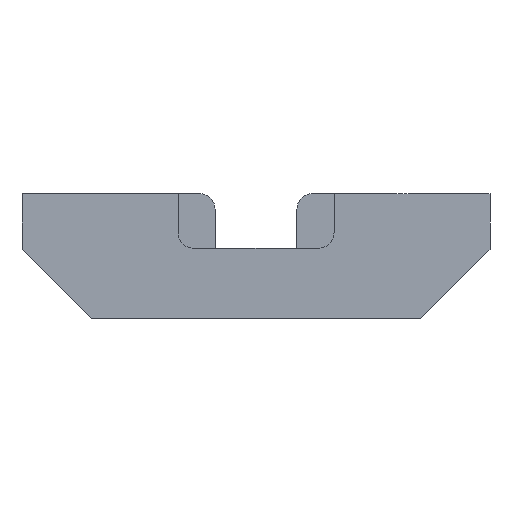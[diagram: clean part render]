
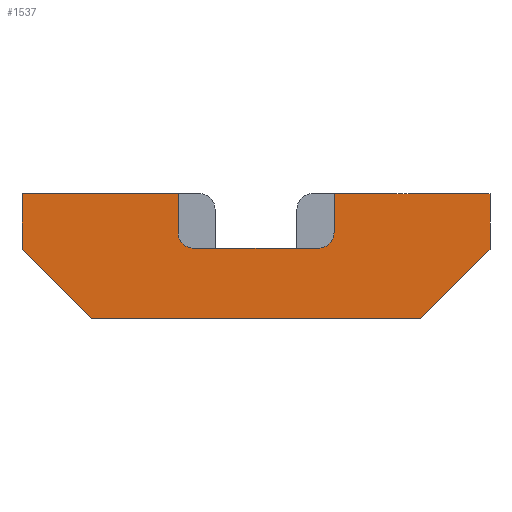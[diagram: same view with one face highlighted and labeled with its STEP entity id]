
A CAD part, front view. The second image highlights one B-rep face of the part: STEP entity #1537.
In plain terms, the highlighted planar face has unit normal (0, -1, 0).
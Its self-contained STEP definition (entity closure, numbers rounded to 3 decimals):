
#46=CIRCLE('',#1632,2.);
#47=CIRCLE('',#1633,2.);
#102=FACE_OUTER_BOUND('',#182,.T.);
#182=EDGE_LOOP('',(#1022,#1023,#1024,#1025,#1026,#1027,#1028,#1029,#1030,
#1031,#1032,#1033));
#264=LINE('',#2217,#444);
#268=LINE('',#2225,#448);
#271=LINE('',#2231,#451);
#272=LINE('',#2233,#452);
#273=LINE('',#2235,#453);
#274=LINE('',#2237,#454);
#275=LINE('',#2239,#455);
#276=LINE('',#2243,#456);
#277=LINE('',#2247,#457);
#278=LINE('',#2248,#458);
#444=VECTOR('',#1767,10.);
#448=VECTOR('',#1773,10.);
#451=VECTOR('',#1778,10.);
#452=VECTOR('',#1779,10.);
#453=VECTOR('',#1780,10.);
#454=VECTOR('',#1781,10.);
#455=VECTOR('',#1782,10.);
#456=VECTOR('',#1785,10.);
#457=VECTOR('',#1788,10.);
#458=VECTOR('',#1789,10.);
#624=VERTEX_POINT('',#2215);
#625=VERTEX_POINT('',#2216);
#628=VERTEX_POINT('',#2224);
#630=VERTEX_POINT('',#2230);
#631=VERTEX_POINT('',#2232);
#632=VERTEX_POINT('',#2234);
#633=VERTEX_POINT('',#2236);
#634=VERTEX_POINT('',#2238);
#635=VERTEX_POINT('',#2240);
#636=VERTEX_POINT('',#2242);
#637=VERTEX_POINT('',#2244);
#638=VERTEX_POINT('',#2246);
#780=EDGE_CURVE('',#624,#625,#264,.T.);
#784=EDGE_CURVE('',#625,#628,#268,.T.);
#787=EDGE_CURVE('',#624,#630,#271,.T.);
#788=EDGE_CURVE('',#631,#630,#272,.T.);
#789=EDGE_CURVE('',#631,#632,#273,.T.);
#790=EDGE_CURVE('',#633,#632,#274,.T.);
#791=EDGE_CURVE('',#633,#634,#275,.T.);
#792=EDGE_CURVE('',#635,#634,#46,.T.);
#793=EDGE_CURVE('',#635,#636,#276,.T.);
#794=EDGE_CURVE('',#637,#636,#47,.T.);
#795=EDGE_CURVE('',#637,#638,#277,.T.);
#796=EDGE_CURVE('',#628,#638,#278,.T.);
#1022=ORIENTED_EDGE('',*,*,#780,.F.);
#1023=ORIENTED_EDGE('',*,*,#787,.T.);
#1024=ORIENTED_EDGE('',*,*,#788,.F.);
#1025=ORIENTED_EDGE('',*,*,#789,.T.);
#1026=ORIENTED_EDGE('',*,*,#790,.F.);
#1027=ORIENTED_EDGE('',*,*,#791,.T.);
#1028=ORIENTED_EDGE('',*,*,#792,.F.);
#1029=ORIENTED_EDGE('',*,*,#793,.T.);
#1030=ORIENTED_EDGE('',*,*,#794,.F.);
#1031=ORIENTED_EDGE('',*,*,#795,.T.);
#1032=ORIENTED_EDGE('',*,*,#796,.F.);
#1033=ORIENTED_EDGE('',*,*,#784,.F.);
#1484=PLANE('',#1631);
#1537=ADVANCED_FACE('',(#102),#1484,.T.);
#1631=AXIS2_PLACEMENT_3D('',#2229,#1776,#1777);
#1632=AXIS2_PLACEMENT_3D('',#2241,#1783,#1784);
#1633=AXIS2_PLACEMENT_3D('',#2245,#1786,#1787);
#1767=DIRECTION('',(-0.707,0.,0.707));
#1773=DIRECTION('',(0.,0.,1.));
#1776=DIRECTION('center_axis',(0.,-1.,0.));
#1777=DIRECTION('ref_axis',(1.,0.,0.));
#1778=DIRECTION('',(1.,0.,0.));
#1779=DIRECTION('',(-0.707,0.,-0.707));
#1780=DIRECTION('',(0.,0.,1.));
#1781=DIRECTION('',(1.,0.,0.));
#1782=DIRECTION('',(0.,0.,-1.));
#1783=DIRECTION('center_axis',(0.,-1.,0.));
#1784=DIRECTION('ref_axis',(0.707,0.,-0.707));
#1785=DIRECTION('',(-1.,0.,0.));
#1786=DIRECTION('center_axis',(0.,-1.,0.));
#1787=DIRECTION('ref_axis',(-0.707,0.,-0.707));
#1788=DIRECTION('',(0.,0.,1.));
#1789=DIRECTION('',(1.,0.,0.));
#2215=CARTESIAN_POINT('',(8.85,0.,0.));
#2216=CARTESIAN_POINT('',(0.,0.,8.85));
#2217=CARTESIAN_POINT('',(4.425,0.,4.425));
#2224=CARTESIAN_POINT('',(0.,0.,16.));
#2225=CARTESIAN_POINT('',(0.,0.,0.));
#2229=CARTESIAN_POINT('Origin',(0.,0.,0.));
#2230=CARTESIAN_POINT('',(51.15,0.,0.));
#2231=CARTESIAN_POINT('',(0.,0.,0.));
#2232=CARTESIAN_POINT('',(60.,0.,8.85));
#2233=CARTESIAN_POINT('',(40.575,0.,-10.575));
#2234=CARTESIAN_POINT('',(60.,0.,16.));
#2235=CARTESIAN_POINT('',(60.,0.,0.));
#2236=CARTESIAN_POINT('',(40.,0.,16.));
#2237=CARTESIAN_POINT('',(0.,0.,16.));
#2238=CARTESIAN_POINT('',(40.,0.,11.));
#2239=CARTESIAN_POINT('',(40.,0.,8.));
#2240=CARTESIAN_POINT('',(38.,0.,9.));
#2241=CARTESIAN_POINT('Origin',(38.,0.,11.));
#2242=CARTESIAN_POINT('',(22.,0.,9.));
#2243=CARTESIAN_POINT('',(15.,0.,9.));
#2244=CARTESIAN_POINT('',(20.,0.,11.));
#2245=CARTESIAN_POINT('Origin',(22.,0.,11.));
#2246=CARTESIAN_POINT('',(20.,0.,16.));
#2247=CARTESIAN_POINT('',(20.,0.,8.));
#2248=CARTESIAN_POINT('',(0.,0.,16.));
